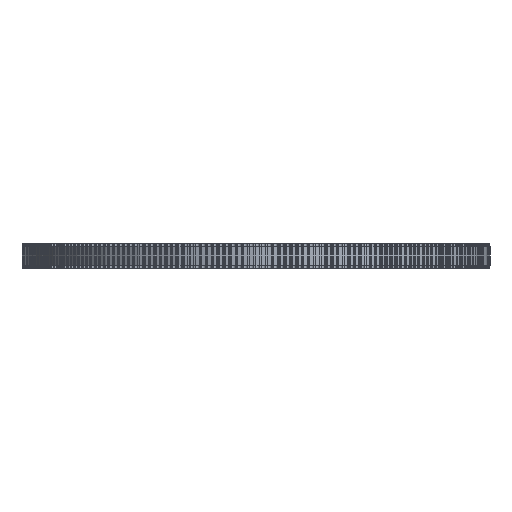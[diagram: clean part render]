
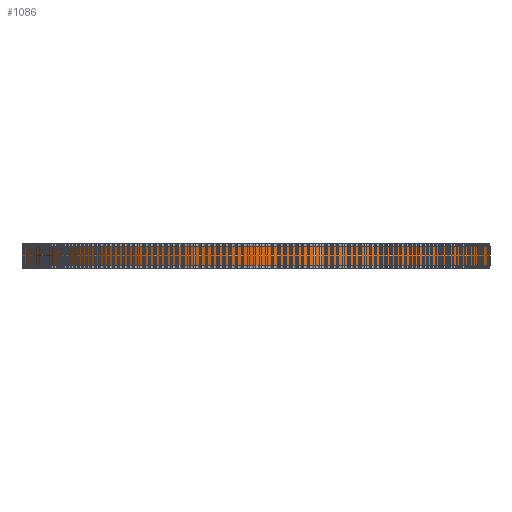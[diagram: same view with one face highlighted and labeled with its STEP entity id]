
A CAD part, left-side view. The second image highlights one B-rep face of the part: STEP entity #1086.
In plain terms, the highlighted cylindrical face has radius 76.713 mm (diameter 153.425 mm), a full revolution.
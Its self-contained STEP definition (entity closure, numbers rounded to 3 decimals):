
#97=FACE_BOUND('',#3984,.T.);
#98=FACE_BOUND('',#3985,.T.);
#1086=ADVANCED_FACE('',(#97,#98),#2051,.T.);
#2051=CYLINDRICAL_SURFACE('',#21351,76.713);
#3984=EDGE_LOOP('',(#11698));
#3985=EDGE_LOOP('',(#11699));
#11698=ORIENTED_EDGE('',*,*,#16522,.T.);
#11699=ORIENTED_EDGE('',*,*,#16523,.T.);
#13628=VERTEX_POINT('',#33900);
#13629=VERTEX_POINT('',#33902);
#16522=EDGE_CURVE('',#13628,#13628,#18452,.T.);
#16523=EDGE_CURVE('',#13629,#13629,#18453,.T.);
#18452=CIRCLE('',#21349,76.713);
#18453=CIRCLE('',#21350,76.713);
#21349=AXIS2_PLACEMENT_3D('',#33899,#28106,#28107);
#21350=AXIS2_PLACEMENT_3D('',#33901,#28108,#28109);
#21351=AXIS2_PLACEMENT_3D('',#33903,#28110,#28111);
#28106=DIRECTION('',(0.,0.,1.));
#28107=DIRECTION('',(1.,0.,0.));
#28108=DIRECTION('',(0.,0.,-1.));
#28109=DIRECTION('',(1.,0.,0.));
#28110=DIRECTION('',(0.,0.,1.));
#28111=DIRECTION('',(1.,0.,0.));
#33899=CARTESIAN_POINT('',(0.,0.,1.));
#33900=CARTESIAN_POINT('',(76.713,0.,1.));
#33901=CARTESIAN_POINT('',(0.,0.,7.));
#33902=CARTESIAN_POINT('',(76.713,0.,7.));
#33903=CARTESIAN_POINT('',(0.,0.,1.));
